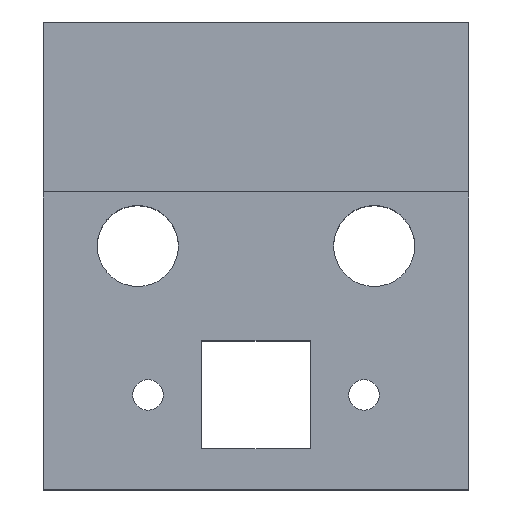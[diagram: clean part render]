
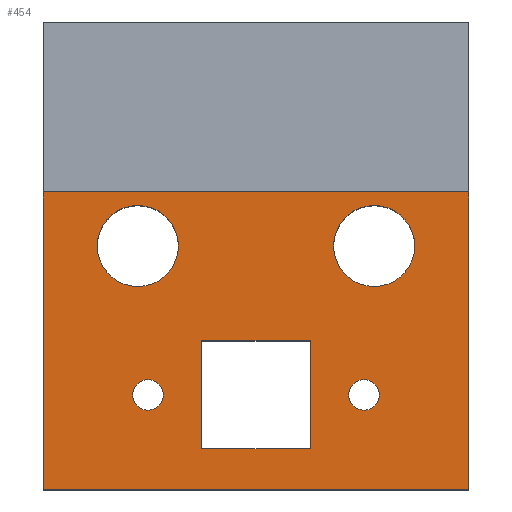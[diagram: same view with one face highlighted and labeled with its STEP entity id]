
A CAD part, top view. The second image highlights one B-rep face of the part: STEP entity #454.
In plain terms, the highlighted planar face has unit normal (0, 0, 1).
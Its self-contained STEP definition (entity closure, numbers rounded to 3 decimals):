
#131=CARTESIAN_POINT('Vertex',(0.,70.,39.05)) ;
#134=CARTESIAN_POINT('Line Origine',(50.,70.,39.05)) ;
#138=CARTESIAN_POINT('Vertex',(100.,70.,39.05)) ;
#158=CARTESIAN_POINT('Line Origine',(50.,0.,39.05)) ;
#162=CARTESIAN_POINT('Vertex',(0.,0.,39.05)) ;
#164=CARTESIAN_POINT('Vertex',(100.,0.,39.05)) ;
#198=CARTESIAN_POINT('Line Origine',(0.,35.,39.05)) ;
#227=CARTESIAN_POINT('Line Origine',(100.,35.,39.05)) ;
#259=CARTESIAN_POINT('Vertex',(62.7,9.588,39.05)) ;
#262=CARTESIAN_POINT('Line Origine',(62.7,22.288,39.05)) ;
#266=CARTESIAN_POINT('Vertex',(62.7,34.988,39.05)) ;
#293=CARTESIAN_POINT('Line Origine',(50.,34.988,39.05)) ;
#297=CARTESIAN_POINT('Vertex',(37.3,34.988,39.05)) ;
#328=CARTESIAN_POINT('Vertex',(37.3,9.588,39.05)) ;
#331=CARTESIAN_POINT('Line Origine',(50.,9.588,39.05)) ;
#353=CARTESIAN_POINT('Line Origine',(37.3,22.288,39.05)) ;
#365=CARTESIAN_POINT('Axis2P3D Location',(0.,0.,39.05)) ;
#382=CARTESIAN_POINT('Axis2P3D Location',(75.4,22.288,39.05)) ;
#386=CARTESIAN_POINT('Vertex',(71.8,22.288,39.05)) ;
#388=CARTESIAN_POINT('Vertex',(79.,22.288,39.05)) ;
#391=CARTESIAN_POINT('Axis2P3D Location',(75.4,22.288,39.05)) ;
#400=CARTESIAN_POINT('Axis2P3D Location',(24.6,22.288,39.05)) ;
#404=CARTESIAN_POINT('Vertex',(21.,22.288,39.05)) ;
#406=CARTESIAN_POINT('Vertex',(28.2,22.288,39.05)) ;
#409=CARTESIAN_POINT('Axis2P3D Location',(24.6,22.288,39.05)) ;
#418=CARTESIAN_POINT('Axis2P3D Location',(22.225,57.3,39.05)) ;
#422=CARTESIAN_POINT('Vertex',(12.7,57.3,39.05)) ;
#424=CARTESIAN_POINT('Vertex',(31.75,57.3,39.05)) ;
#427=CARTESIAN_POINT('Axis2P3D Location',(22.225,57.3,39.05)) ;
#436=CARTESIAN_POINT('Axis2P3D Location',(77.775,57.3,39.05)) ;
#440=CARTESIAN_POINT('Vertex',(68.25,57.3,39.05)) ;
#442=CARTESIAN_POINT('Vertex',(87.3,57.3,39.05)) ;
#445=CARTESIAN_POINT('Axis2P3D Location',(77.775,57.3,39.05)) ;
#135=DIRECTION('Vector Direction',(1.,0.,0.)) ;
#159=DIRECTION('Vector Direction',(1.,0.,0.)) ;
#199=DIRECTION('Vector Direction',(0.,1.,0.)) ;
#228=DIRECTION('Vector Direction',(0.,1.,0.)) ;
#263=DIRECTION('Vector Direction',(0.,-1.,0.)) ;
#294=DIRECTION('Vector Direction',(1.,0.,0.)) ;
#332=DIRECTION('Vector Direction',(-1.,0.,0.)) ;
#354=DIRECTION('Vector Direction',(0.,1.,0.)) ;
#366=DIRECTION('Axis2P3D Direction',(0.,0.,-1.)) ;
#367=DIRECTION('Axis2P3D XDirection',(0.,1.,0.)) ;
#383=DIRECTION('Axis2P3D Direction',(0.,0.,-1.)) ;
#392=DIRECTION('Axis2P3D Direction',(0.,0.,-1.)) ;
#401=DIRECTION('Axis2P3D Direction',(0.,0.,-1.)) ;
#410=DIRECTION('Axis2P3D Direction',(0.,0.,-1.)) ;
#419=DIRECTION('Axis2P3D Direction',(0.,0.,-1.)) ;
#428=DIRECTION('Axis2P3D Direction',(0.,0.,-1.)) ;
#437=DIRECTION('Axis2P3D Direction',(0.,0.,-1.)) ;
#446=DIRECTION('Axis2P3D Direction',(0.,0.,-1.)) ;
#368=AXIS2_PLACEMENT_3D('Plane Axis2P3D',#365,#366,#367) ;
#384=AXIS2_PLACEMENT_3D('Circle Axis2P3D',#382,#383,$) ;
#393=AXIS2_PLACEMENT_3D('Circle Axis2P3D',#391,#392,$) ;
#402=AXIS2_PLACEMENT_3D('Circle Axis2P3D',#400,#401,$) ;
#411=AXIS2_PLACEMENT_3D('Circle Axis2P3D',#409,#410,$) ;
#420=AXIS2_PLACEMENT_3D('Circle Axis2P3D',#418,#419,$) ;
#429=AXIS2_PLACEMENT_3D('Circle Axis2P3D',#427,#428,$) ;
#438=AXIS2_PLACEMENT_3D('Circle Axis2P3D',#436,#437,$) ;
#447=AXIS2_PLACEMENT_3D('Circle Axis2P3D',#445,#446,$) ;
#371=ORIENTED_EDGE('',*,*,#140,.F.) ;
#372=ORIENTED_EDGE('',*,*,#202,.T.) ;
#373=ORIENTED_EDGE('',*,*,#166,.T.) ;
#374=ORIENTED_EDGE('',*,*,#231,.F.) ;
#377=ORIENTED_EDGE('',*,*,#335,.F.) ;
#378=ORIENTED_EDGE('',*,*,#357,.F.) ;
#379=ORIENTED_EDGE('',*,*,#299,.F.) ;
#380=ORIENTED_EDGE('',*,*,#268,.F.) ;
#397=ORIENTED_EDGE('',*,*,#390,.F.) ;
#398=ORIENTED_EDGE('',*,*,#395,.F.) ;
#415=ORIENTED_EDGE('',*,*,#408,.F.) ;
#416=ORIENTED_EDGE('',*,*,#413,.F.) ;
#433=ORIENTED_EDGE('',*,*,#426,.F.) ;
#434=ORIENTED_EDGE('',*,*,#431,.F.) ;
#451=ORIENTED_EDGE('',*,*,#444,.F.) ;
#452=ORIENTED_EDGE('',*,*,#449,.F.) ;
#381=FACE_BOUND('',#376,.T.) ;
#399=FACE_BOUND('',#396,.T.) ;
#417=FACE_BOUND('',#414,.T.) ;
#435=FACE_BOUND('',#432,.T.) ;
#453=FACE_BOUND('',#450,.T.) ;
#136=VECTOR('Line Direction',#135,1.) ;
#160=VECTOR('Line Direction',#159,1.) ;
#200=VECTOR('Line Direction',#199,1.) ;
#229=VECTOR('Line Direction',#228,1.) ;
#264=VECTOR('Line Direction',#263,1.) ;
#295=VECTOR('Line Direction',#294,1.) ;
#333=VECTOR('Line Direction',#332,1.) ;
#355=VECTOR('Line Direction',#354,1.) ;
#454=ADVANCED_FACE('Corps principal',(#375,#381,#399,#417,#435,#453),#369,.F.) ;
#385=CIRCLE('generated circle',#384,3.6) ;
#394=CIRCLE('generated circle',#393,3.6) ;
#403=CIRCLE('generated circle',#402,3.6) ;
#412=CIRCLE('generated circle',#411,3.6) ;
#421=CIRCLE('generated circle',#420,9.525) ;
#430=CIRCLE('generated circle',#429,9.525) ;
#439=CIRCLE('generated circle',#438,9.525) ;
#448=CIRCLE('generated circle',#447,9.525) ;
#140=EDGE_CURVE('',#132,#139,#137,.T.) ;
#166=EDGE_CURVE('',#163,#165,#161,.T.) ;
#202=EDGE_CURVE('',#132,#163,#201,.F.) ;
#231=EDGE_CURVE('',#139,#165,#230,.F.) ;
#268=EDGE_CURVE('',#260,#267,#265,.F.) ;
#299=EDGE_CURVE('',#267,#298,#296,.F.) ;
#335=EDGE_CURVE('',#329,#260,#334,.F.) ;
#357=EDGE_CURVE('',#298,#329,#356,.F.) ;
#390=EDGE_CURVE('',#387,#389,#385,.F.) ;
#395=EDGE_CURVE('',#389,#387,#394,.F.) ;
#408=EDGE_CURVE('',#405,#407,#403,.F.) ;
#413=EDGE_CURVE('',#407,#405,#412,.F.) ;
#426=EDGE_CURVE('',#423,#425,#421,.F.) ;
#431=EDGE_CURVE('',#425,#423,#430,.F.) ;
#444=EDGE_CURVE('',#441,#443,#439,.F.) ;
#449=EDGE_CURVE('',#443,#441,#448,.F.) ;
#370=EDGE_LOOP('',(#371,#372,#373,#374)) ;
#376=EDGE_LOOP('',(#377,#378,#379,#380)) ;
#396=EDGE_LOOP('',(#397,#398)) ;
#414=EDGE_LOOP('',(#415,#416)) ;
#432=EDGE_LOOP('',(#433,#434)) ;
#450=EDGE_LOOP('',(#451,#452)) ;
#375=FACE_OUTER_BOUND('',#370,.T.) ;
#137=LINE('Line',#134,#136) ;
#161=LINE('Line',#158,#160) ;
#201=LINE('Line',#198,#200) ;
#230=LINE('Line',#227,#229) ;
#265=LINE('Line',#262,#264) ;
#296=LINE('Line',#293,#295) ;
#334=LINE('Line',#331,#333) ;
#356=LINE('Line',#353,#355) ;
#369=PLANE('',#368) ;
#132=VERTEX_POINT('',#131) ;
#139=VERTEX_POINT('',#138) ;
#163=VERTEX_POINT('',#162) ;
#165=VERTEX_POINT('',#164) ;
#260=VERTEX_POINT('',#259) ;
#267=VERTEX_POINT('',#266) ;
#298=VERTEX_POINT('',#297) ;
#329=VERTEX_POINT('',#328) ;
#387=VERTEX_POINT('',#386) ;
#389=VERTEX_POINT('',#388) ;
#405=VERTEX_POINT('',#404) ;
#407=VERTEX_POINT('',#406) ;
#423=VERTEX_POINT('',#422) ;
#425=VERTEX_POINT('',#424) ;
#441=VERTEX_POINT('',#440) ;
#443=VERTEX_POINT('',#442) ;
